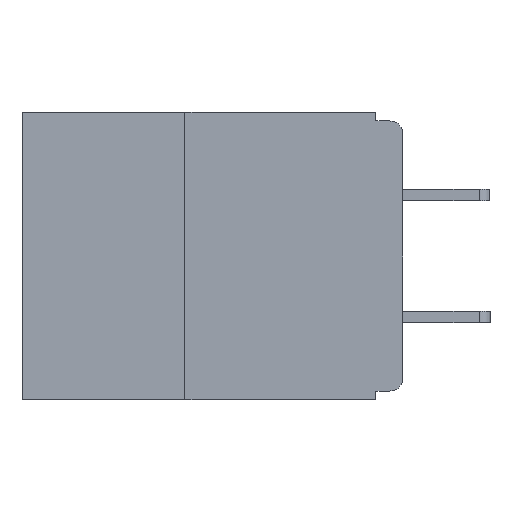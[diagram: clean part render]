
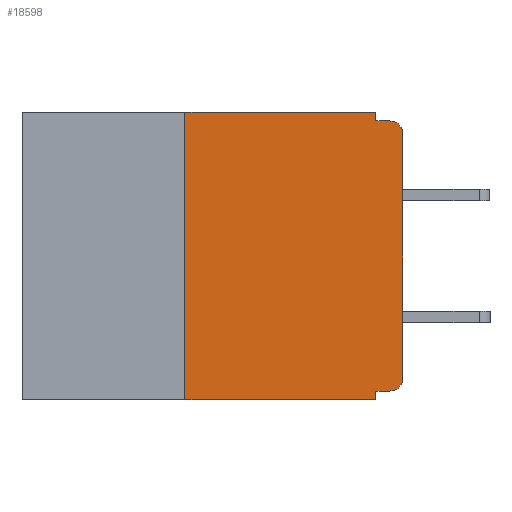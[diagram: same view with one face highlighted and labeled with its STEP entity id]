
A CAD part, left-side view. The second image highlights one B-rep face of the part: STEP entity #18598.
In plain terms, the highlighted planar face has unit normal (-1, 0, 0).
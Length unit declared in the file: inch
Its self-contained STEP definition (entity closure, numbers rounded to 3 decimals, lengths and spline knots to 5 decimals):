
#413 = VECTOR ( 'NONE', #12347, 39.37008 ) ;
#846 = CARTESIAN_POINT ( 'NONE',  ( 0., 0.031, 0. ) ) ;
#915 = DIRECTION ( 'NONE',  ( 0., -1., 0. ) ) ;
#919 = CARTESIAN_POINT ( 'NONE',  ( 0., 0.015, -0.305 ) ) ;
#1340 = DIRECTION ( 'NONE',  ( 0., 0., -1. ) ) ;
#1422 = VECTOR ( 'NONE', #11923, 39.37008 ) ;
#1716 = DIRECTION ( 'NONE',  ( 0., -1., 0. ) ) ;
#2054 = DIRECTION ( 'NONE',  ( 0., 0., -1. ) ) ;
#2123 = FACE_OUTER_BOUND ( 'NONE', #14274, .T. ) ;
#2517 = VERTEX_POINT ( 'NONE', #2665 ) ;
#2541 = DIRECTION ( 'NONE',  ( 0., 0., -1. ) ) ;
#2665 = CARTESIAN_POINT ( 'NONE',  ( 0., 0.031, -0.32 ) ) ;
#2788 = VERTEX_POINT ( 'NONE', #18767 ) ;
#3481 = DIRECTION ( 'NONE',  ( 0., 0., 1. ) ) ;
#3748 = DIRECTION ( 'NONE',  ( -1., 0., 0. ) ) ;
#4620 = CARTESIAN_POINT ( 'NONE',  ( 0., 0.015, -0.32 ) ) ;
#4804 = VECTOR ( 'NONE', #1716, 39.37008 ) ;
#4824 = LINE ( 'NONE', #5479, #8493 ) ;
#5153 = LINE ( 'NONE', #846, #16294 ) ;
#5295 = LINE ( 'NONE', #6434, #4804 ) ;
#5382 = VERTEX_POINT ( 'NONE', #7128 ) ;
#5479 = CARTESIAN_POINT ( 'NONE',  ( 0., 0., 0. ) ) ;
#5496 = EDGE_CURVE ( 'NONE', #17533, #2517, #13254, .T. ) ;
#6434 = CARTESIAN_POINT ( 'NONE',  ( 0., 0., -0.01 ) ) ;
#6721 = VERTEX_POINT ( 'NONE', #11618 ) ;
#6904 = VERTEX_POINT ( 'NONE', #19422 ) ;
#7057 = DIRECTION ( 'NONE',  ( 0., 0., 1. ) ) ;
#7128 = CARTESIAN_POINT ( 'NONE',  ( 0., 0., -0.025 ) ) ;
#7165 = DIRECTION ( 'NONE',  ( 0., 0., -1. ) ) ;
#7380 = EDGE_CURVE ( 'NONE', #14022, #5382, #4824, .T. ) ;
#7475 = CARTESIAN_POINT ( 'NONE',  ( 0., 0., -0.305 ) ) ;
#7581 = VECTOR ( 'NONE', #2054, 39.37008 ) ;
#7816 = EDGE_CURVE ( 'NONE', #19149, #2788, #5295, .T. ) ;
#7919 = AXIS2_PLACEMENT_3D ( 'NONE', #919, #11766, #2541 ) ;
#8175 = CARTESIAN_POINT ( 'NONE',  ( 0., 0.031, -0.33 ) ) ;
#8322 = VECTOR ( 'NONE', #915, 39.37008 ) ;
#8493 = VECTOR ( 'NONE', #7057, 39.37008 ) ;
#8574 = VECTOR ( 'NONE', #3481, 39.37008 ) ;
#8812 = LINE ( 'NONE', #19145, #8322 ) ;
#9082 = CARTESIAN_POINT ( 'NONE',  ( 0., 0.437, 0. ) ) ;
#9228 = LINE ( 'NONE', #18209, #413 ) ;
#10211 = CARTESIAN_POINT ( 'NONE',  ( 0., 0.25, -0.33 ) ) ;
#10349 = ORIENTED_EDGE ( 'NONE', *, *, #7380, .T. ) ;
#10547 = ORIENTED_EDGE ( 'NONE', *, *, #12728, .T. ) ;
#10678 = DIRECTION ( 'NONE',  ( 1., 0., 0. ) ) ;
#10988 = ORIENTED_EDGE ( 'NONE', *, *, #7816, .F. ) ;
#11000 = EDGE_CURVE ( 'NONE', #17533, #14022, #11424, .T. ) ;
#11054 = ORIENTED_EDGE ( 'NONE', *, *, #12859, .F. ) ;
#11168 = VERTEX_POINT ( 'NONE', #16610 ) ;
#11424 = CIRCLE ( 'NONE', #7919, 0.015 ) ;
#11618 = CARTESIAN_POINT ( 'NONE',  ( 0., 0.031, -0.33 ) ) ;
#11654 = CIRCLE ( 'NONE', #16732, 0.015 ) ;
#11766 = DIRECTION ( 'NONE',  ( -1., 0., 0. ) ) ;
#11801 = ORIENTED_EDGE ( 'NONE', *, *, #12862, .F. ) ;
#11923 = DIRECTION ( 'NONE',  ( 0., 1., 0. ) ) ;
#12243 = VERTEX_POINT ( 'NONE', #10211 ) ;
#12347 = DIRECTION ( 'NONE',  ( 0., -1., 0. ) ) ;
#12649 = EDGE_CURVE ( 'NONE', #12243, #6904, #16513, .T. ) ;
#12678 = EDGE_CURVE ( 'NONE', #2517, #6721, #19498, .T. ) ;
#12728 = EDGE_CURVE ( 'NONE', #5382, #2788, #11654, .T. ) ;
#12859 = EDGE_CURVE ( 'NONE', #11168, #19149, #5153, .T. ) ;
#12862 = EDGE_CURVE ( 'NONE', #6904, #11168, #8812, .T. ) ;
#12875 = ORIENTED_EDGE ( 'NONE', *, *, #12649, .F. ) ;
#12938 = ORIENTED_EDGE ( 'NONE', *, *, #14140, .T. ) ;
#12957 = CARTESIAN_POINT ( 'NONE',  ( 0., 0.015, -0.025 ) ) ;
#13254 = LINE ( 'NONE', #13416, #1422 ) ;
#13302 = ORIENTED_EDGE ( 'NONE', *, *, #12678, .F. ) ;
#13388 = ORIENTED_EDGE ( 'NONE', *, *, #5496, .F. ) ;
#13416 = CARTESIAN_POINT ( 'NONE',  ( 0., 0., -0.32 ) ) ;
#14022 = VERTEX_POINT ( 'NONE', #7475 ) ;
#14140 = EDGE_CURVE ( 'NONE', #12243, #6721, #9228, .T. ) ;
#14182 = CARTESIAN_POINT ( 'NONE',  ( 0., 0.25, -0.33 ) ) ;
#14274 = EDGE_LOOP ( 'NONE', ( #10349, #10547, #10988, #11054, #11801, #12875, #12938, #13302, #13388, #14443 ) ) ;
#14443 = ORIENTED_EDGE ( 'NONE', *, *, #11000, .T. ) ;
#14451 = DIRECTION ( 'NONE',  ( 0., 0., -1. ) ) ;
#16294 = VECTOR ( 'NONE', #7165, 39.37008 ) ;
#16513 = LINE ( 'NONE', #14182, #8574 ) ;
#16610 = CARTESIAN_POINT ( 'NONE',  ( 0., 0.031, 0. ) ) ;
#16732 = AXIS2_PLACEMENT_3D ( 'NONE', #12957, #3748, #14451 ) ;
#16945 = CARTESIAN_POINT ( 'NONE',  ( 0., 0.031, -0.01 ) ) ;
#17533 = VERTEX_POINT ( 'NONE', #4620 ) ;
#18209 = CARTESIAN_POINT ( 'NONE',  ( 0., 0.437, -0.33 ) ) ;
#18598 = ADVANCED_FACE ( 'NONE', ( #2123 ), #19526, .F. ) ;
#18767 = CARTESIAN_POINT ( 'NONE',  ( 0., 0.015, -0.01 ) ) ;
#18921 = AXIS2_PLACEMENT_3D ( 'NONE', #9082, #10678, #1340 ) ;
#19145 = CARTESIAN_POINT ( 'NONE',  ( 0., 0.437, 0. ) ) ;
#19149 = VERTEX_POINT ( 'NONE', #16945 ) ;
#19422 = CARTESIAN_POINT ( 'NONE',  ( 0., 0.25, 0. ) ) ;
#19498 = LINE ( 'NONE', #8175, #7581 ) ;
#19526 = PLANE ( 'NONE',  #18921 ) ;
